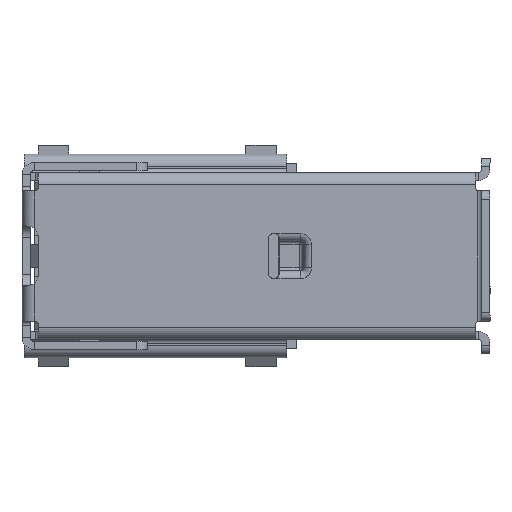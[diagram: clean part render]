
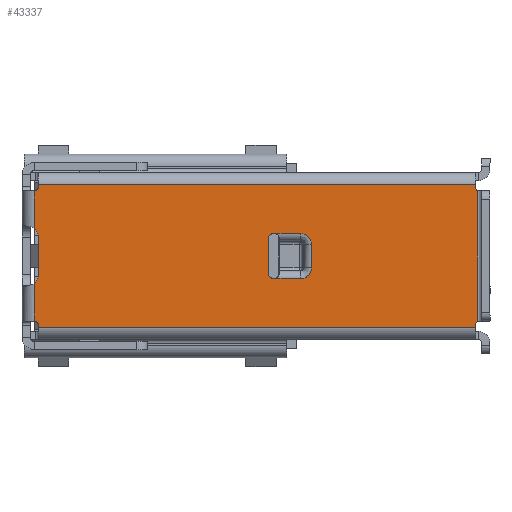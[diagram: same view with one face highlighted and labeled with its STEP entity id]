
A CAD part, left-side view. The second image highlights one B-rep face of the part: STEP entity #43337.
In plain terms, the highlighted planar face has unit normal (-1, 0, 0).
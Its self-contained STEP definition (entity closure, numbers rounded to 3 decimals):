
#35346=CARTESIAN_POINT('',(-8.,6.9,3.2));
#35347=VERTEX_POINT('',#35346);
#35578=CARTESIAN_POINT('',(-8.,6.9,1.351));
#35579=VERTEX_POINT('',#35578);
#35620=CARTESIAN_POINT('',(-8.,6.9,-1.351));
#35621=VERTEX_POINT('',#35620);
#35649=CARTESIAN_POINT('',(-8.,6.9,-3.2));
#35650=VERTEX_POINT('',#35649);
#36422=CARTESIAN_POINT('',(-8.,6.7,3.4));
#36423=VERTEX_POINT('',#36422);
#36430=CARTESIAN_POINT('',(-8.,6.7,3.5));
#36431=VERTEX_POINT('',#36430);
#36432=CARTESIAN_POINT('',(-8.,6.7,3.4));
#36433=DIRECTION('',(0.,0.,1.));
#36434=VECTOR('',#36433,0.1);
#36435=LINE('',#36432,#36434);
#36436=EDGE_CURVE('',#36423,#36431,#36435,.T.);
#36453=CARTESIAN_POINT('',(-8.,-14.8,3.5));
#36454=VERTEX_POINT('',#36453);
#36455=CARTESIAN_POINT('',(-8.,6.7,3.5));
#36456=DIRECTION('',(0.,-1.,0.));
#36457=VECTOR('',#36456,21.5);
#36458=LINE('',#36455,#36457);
#36459=EDGE_CURVE('',#36431,#36454,#36458,.T.);
#36487=CARTESIAN_POINT('',(-8.,-14.8,3.35));
#36488=VERTEX_POINT('',#36487);
#36489=CARTESIAN_POINT('',(-8.,-14.8,3.5));
#36490=DIRECTION('',(0.,0.,-1.));
#36491=VECTOR('',#36490,0.15);
#36492=LINE('',#36489,#36491);
#36493=EDGE_CURVE('',#36454,#36488,#36492,.T.);
#37395=CARTESIAN_POINT('',(-8.,-14.8,-3.35));
#37396=VERTEX_POINT('',#37395);
#37403=CARTESIAN_POINT('',(-8.,-14.8,-3.5));
#37404=VERTEX_POINT('',#37403);
#37405=CARTESIAN_POINT('',(-8.,-14.8,-3.35));
#37406=DIRECTION('',(0.,0.,-1.));
#37407=VECTOR('',#37406,0.15);
#37408=LINE('',#37405,#37407);
#37409=EDGE_CURVE('',#37396,#37404,#37408,.T.);
#37443=CARTESIAN_POINT('',(-8.,6.7,-3.5));
#37444=VERTEX_POINT('',#37443);
#37445=CARTESIAN_POINT('',(-8.,-14.8,-3.5));
#37446=DIRECTION('',(0.,1.,0.));
#37447=VECTOR('',#37446,21.5);
#37448=LINE('',#37445,#37447);
#37449=EDGE_CURVE('',#37404,#37444,#37448,.T.);
#37494=CARTESIAN_POINT('',(-8.,6.7,-3.4));
#37495=VERTEX_POINT('',#37494);
#37496=CARTESIAN_POINT('',(-8.,6.7,-3.5));
#37497=DIRECTION('',(0.,0.,1.));
#37498=VECTOR('',#37497,0.1);
#37499=LINE('',#37496,#37498);
#37500=EDGE_CURVE('',#37444,#37495,#37499,.T.);
#41261=CARTESIAN_POINT('',(-8.,6.9,-3.2));
#41262=DIRECTION('',(0.,0.,1.));
#41263=VECTOR('',#41262,1.849);
#41264=LINE('',#41261,#41263);
#41265=EDGE_CURVE('',#35650,#35621,#41264,.T.);
#41280=CARTESIAN_POINT('',(-8.,6.9,1.351));
#41281=DIRECTION('',(0.,0.,1.));
#41282=VECTOR('',#41281,1.849);
#41283=LINE('',#41280,#41282);
#41284=EDGE_CURVE('',#35579,#35347,#41283,.T.);
#42089=CARTESIAN_POINT('',(-8.,6.9,3.4));
#42090=DIRECTION('',(0.,0.,-1.));
#42091=DIRECTION('',(-1.,0.,0.));
#42092=AXIS2_PLACEMENT_3D('',#42089,#42091,#42090);
#42093=CIRCLE('',#42092,0.2);
#42094=EDGE_CURVE('',#35347,#36423,#42093,.T.);
#42106=CARTESIAN_POINT('',(-8.,6.7,-0.91));
#42107=VERTEX_POINT('',#42106);
#42108=CARTESIAN_POINT('',(-8.,6.7,0.91));
#42109=VERTEX_POINT('',#42108);
#42110=CARTESIAN_POINT('',(-8.,6.7,-0.91));
#42111=DIRECTION('',(0.,0.,1.));
#42112=VECTOR('',#42111,1.82);
#42113=LINE('',#42110,#42112);
#42114=EDGE_CURVE('',#42107,#42109,#42113,.T.);
#42137=CARTESIAN_POINT('',(-8.,7.286,0.91));
#42138=DIRECTION('',(0.,-1.,0.));
#42139=DIRECTION('',(-1.,0.,0.));
#42140=AXIS2_PLACEMENT_3D('',#42137,#42139,#42138);
#42141=CIRCLE('',#42140,0.586);
#42142=EDGE_CURVE('',#42109,#35579,#42141,.T.);
#42175=CARTESIAN_POINT('',(-8.,-14.9,3.2));
#42176=VERTEX_POINT('',#42175);
#42177=CARTESIAN_POINT('',(-8.,-14.8,3.35));
#42178=CARTESIAN_POINT('',(-8.,-14.8,3.288));
#42179=CARTESIAN_POINT('',(-8.,-14.869,3.219));
#42180=CARTESIAN_POINT('',(-8.,-14.903,3.208));
#42181=(BOUNDED_CURVE()B_SPLINE_CURVE(2,(#42177,#42178,#42179,#42180),.UNSPECIFIED.,.F.,.U.)B_SPLINE_CURVE_WITH_KNOTS((3,1,3),(0.,0.5,0.785),.UNSPECIFIED.)CURVE()GEOMETRIC_REPRESENTATION_ITEM()RATIONAL_B_SPLINE_CURVE((1.,0.854,0.854,0.901))REPRESENTATION_ITEM(''));
#42182=EDGE_CURVE('',#36488,#42176,#42181,.T.);
#42288=CARTESIAN_POINT('',(-8.,-14.9,-3.2));
#42289=VERTEX_POINT('',#42288);
#42297=CARTESIAN_POINT('',(-8.,-14.95,-3.35));
#42298=DIRECTION('',(0.,0.316,0.949));
#42299=DIRECTION('',(-1.,0.,0.));
#42300=AXIS2_PLACEMENT_3D('',#42297,#42299,#42298);
#42301=CIRCLE('',#42300,0.15);
#42302=EDGE_CURVE('',#42289,#37396,#42301,.T.);
#42325=CARTESIAN_POINT('',(-8.,6.9,-3.4));
#42326=DIRECTION('',(0.,-1.,0.));
#42327=DIRECTION('',(-1.,0.,0.));
#42328=AXIS2_PLACEMENT_3D('',#42325,#42327,#42326);
#42329=CIRCLE('',#42328,0.2);
#42330=EDGE_CURVE('',#37495,#35650,#42329,.T.);
#42344=CARTESIAN_POINT('',(-8.,7.286,-0.91));
#42345=DIRECTION('',(0.,-0.658,-0.753));
#42346=DIRECTION('',(-1.,0.,0.));
#42347=AXIS2_PLACEMENT_3D('',#42344,#42346,#42345);
#42348=CIRCLE('',#42347,0.586);
#42349=EDGE_CURVE('',#35621,#42107,#42348,.T.);
#42509=CARTESIAN_POINT('',(-8.,-4.875,1.105));
#42510=VERTEX_POINT('',#42509);
#42520=CARTESIAN_POINT('',(-8.,-4.6,0.83));
#42521=VERTEX_POINT('',#42520);
#42522=CARTESIAN_POINT('',(-8.,-4.875,0.83));
#42523=DIRECTION('',(0.,0.,1.));
#42524=DIRECTION('',(-1.,0.,0.));
#42525=AXIS2_PLACEMENT_3D('',#42522,#42524,#42523);
#42526=CIRCLE('',#42525,0.275);
#42527=EDGE_CURVE('',#42510,#42521,#42526,.T.);
#42545=CARTESIAN_POINT('',(-8.,-4.6,-0.83));
#42546=VERTEX_POINT('',#42545);
#42547=CARTESIAN_POINT('',(-8.,-4.6,0.83));
#42548=DIRECTION('',(0.,0.,-1.));
#42549=VECTOR('',#42548,1.66);
#42550=LINE('',#42547,#42549);
#42551=EDGE_CURVE('',#42521,#42546,#42550,.T.);
#42580=CARTESIAN_POINT('',(-8.,-4.875,-1.105));
#42581=VERTEX_POINT('',#42580);
#42582=CARTESIAN_POINT('',(-8.,-4.875,-0.83));
#42583=DIRECTION('',(0.,1.,0.));
#42584=DIRECTION('',(-1.,0.,0.));
#42585=AXIS2_PLACEMENT_3D('',#42582,#42584,#42583);
#42586=CIRCLE('',#42585,0.275);
#42587=EDGE_CURVE('',#42546,#42581,#42586,.T.);
#43256=CARTESIAN_POINT('',(-8.,-4.001,0.));
#43257=DIRECTION('',(0.,0.,-1.));
#43258=DIRECTION('',(-1.,-0.,0.));
#43259=AXIS2_PLACEMENT_3D('',#43256,#43258,#43257);
#43260=PLANE('',#43259);
#43261=ORIENTED_EDGE('',*,*,#36493,.F.);
#43262=ORIENTED_EDGE('',*,*,#36459,.F.);
#43263=ORIENTED_EDGE('',*,*,#36436,.F.);
#43264=ORIENTED_EDGE('',*,*,#42094,.F.);
#43265=ORIENTED_EDGE('',*,*,#41284,.F.);
#43266=ORIENTED_EDGE('',*,*,#42142,.F.);
#43267=ORIENTED_EDGE('',*,*,#42114,.F.);
#43268=ORIENTED_EDGE('',*,*,#42349,.F.);
#43269=ORIENTED_EDGE('',*,*,#41265,.F.);
#43270=ORIENTED_EDGE('',*,*,#42330,.F.);
#43271=ORIENTED_EDGE('',*,*,#37500,.F.);
#43272=ORIENTED_EDGE('',*,*,#37449,.F.);
#43273=ORIENTED_EDGE('',*,*,#37409,.F.);
#43274=ORIENTED_EDGE('',*,*,#42302,.F.);
#43275=CARTESIAN_POINT('',(-8.,-14.9,-3.2));
#43276=DIRECTION('',(0.,0.,1.));
#43277=VECTOR('',#43276,6.4);
#43278=LINE('',#43275,#43277);
#43279=EDGE_CURVE('',#42289,#42176,#43278,.T.);
#43280=ORIENTED_EDGE('',*,*,#43279,.T.);
#43281=ORIENTED_EDGE('',*,*,#42182,.F.);
#43282=EDGE_LOOP('',(#43261,#43262,#43263,#43264,#43265,#43266,#43267,#43268,#43269,#43270,#43271,#43272,#43273,#43274,#43280,#43281));
#43283=FACE_OUTER_BOUND('',#43282,.T.);
#43284=ORIENTED_EDGE('',*,*,#42587,.F.);
#43285=ORIENTED_EDGE('',*,*,#42551,.F.);
#43286=ORIENTED_EDGE('',*,*,#42527,.F.);
#43287=CARTESIAN_POINT('',(-8.,-6.189,1.105));
#43288=VERTEX_POINT('',#43287);
#43289=CARTESIAN_POINT('',(-8.,-4.875,1.105));
#43290=DIRECTION('',(0.,-1.,0.));
#43291=VECTOR('',#43290,1.314);
#43292=LINE('',#43289,#43291);
#43293=EDGE_CURVE('',#42510,#43288,#43292,.T.);
#43294=ORIENTED_EDGE('',*,*,#43293,.T.);
#43295=CARTESIAN_POINT('',(-8.,-6.728,0.575));
#43296=VERTEX_POINT('',#43295);
#43297=CARTESIAN_POINT('',(-8.,-6.189,1.105));
#43298=CARTESIAN_POINT('',(-8.,-6.294,1.105));
#43299=CARTESIAN_POINT('',(-8.,-6.451,1.043));
#43300=CARTESIAN_POINT('',(-8.,-6.554,0.97));
#43301=CARTESIAN_POINT('',(-8.,-6.637,0.875));
#43302=CARTESIAN_POINT('',(-8.,-6.691,0.774));
#43303=CARTESIAN_POINT('',(-8.,-6.727,0.652));
#43304=CARTESIAN_POINT('',(-8.,-6.728,0.575));
#43305=B_SPLINE_CURVE_WITH_KNOTS('',2,(#43297,#43298,#43299,#43300,#43301,#43302,#43303,#43304),.UNSPECIFIED.,.F.,.U.,(3,1,1,1,1,1,3),(0.,0.247,0.397,0.547,0.696,0.818,1.),.UNSPECIFIED.);
#43306=EDGE_CURVE('',#43288,#43296,#43305,.T.);
#43307=ORIENTED_EDGE('',*,*,#43306,.T.);
#43308=CARTESIAN_POINT('',(-8.,-6.728,-0.575));
#43309=VERTEX_POINT('',#43308);
#43310=CARTESIAN_POINT('',(-8.,-6.728,0.575));
#43311=DIRECTION('',(0.,0.,-1.));
#43312=VECTOR('',#43311,1.15);
#43313=LINE('',#43310,#43312);
#43314=EDGE_CURVE('',#43296,#43309,#43313,.T.);
#43315=ORIENTED_EDGE('',*,*,#43314,.T.);
#43316=CARTESIAN_POINT('',(-8.,-6.189,-1.105));
#43317=VERTEX_POINT('',#43316);
#43318=CARTESIAN_POINT('',(-8.,-6.728,-0.575));
#43319=CARTESIAN_POINT('',(-8.,-6.727,-0.652));
#43320=CARTESIAN_POINT('',(-8.,-6.691,-0.774));
#43321=CARTESIAN_POINT('',(-8.,-6.637,-0.875));
#43322=CARTESIAN_POINT('',(-8.,-6.554,-0.97));
#43323=CARTESIAN_POINT('',(-8.,-6.451,-1.043));
#43324=CARTESIAN_POINT('',(-8.,-6.294,-1.105));
#43325=CARTESIAN_POINT('',(-8.,-6.189,-1.105));
#43326=B_SPLINE_CURVE_WITH_KNOTS('',2,(#43318,#43319,#43320,#43321,#43322,#43323,#43324,#43325),.UNSPECIFIED.,.F.,.U.,(3,1,1,1,1,1,3),(0.,0.182,0.304,0.453,0.603,0.753,1.),.UNSPECIFIED.);
#43327=EDGE_CURVE('',#43309,#43317,#43326,.T.);
#43328=ORIENTED_EDGE('',*,*,#43327,.T.);
#43329=CARTESIAN_POINT('',(-8.,-6.189,-1.105));
#43330=DIRECTION('',(0.,1.,0.));
#43331=VECTOR('',#43330,1.314);
#43332=LINE('',#43329,#43331);
#43333=EDGE_CURVE('',#43317,#42581,#43332,.T.);
#43334=ORIENTED_EDGE('',*,*,#43333,.T.);
#43335=EDGE_LOOP('',(#43284,#43285,#43286,#43294,#43307,#43315,#43328,#43334));
#43336=FACE_BOUND('',#43335,.T.);
#43337=ADVANCED_FACE('',(#43283,#43336),#43260,.T.);
